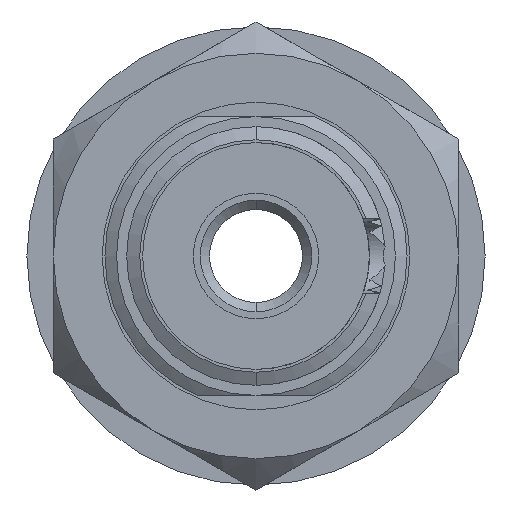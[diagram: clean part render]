
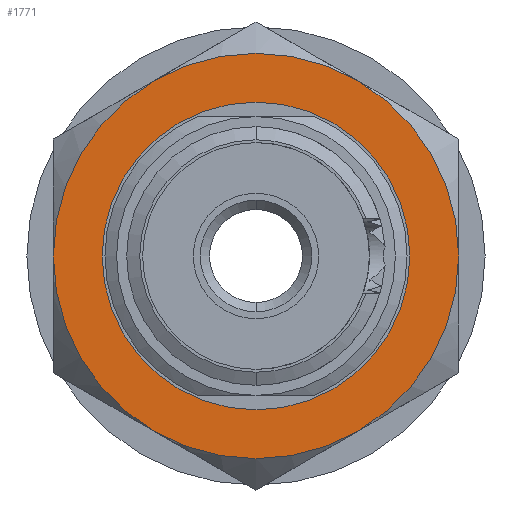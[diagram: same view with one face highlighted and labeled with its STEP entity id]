
A CAD part, front view. The second image highlights one B-rep face of the part: STEP entity #1771.
In plain terms, the highlighted face is planar.
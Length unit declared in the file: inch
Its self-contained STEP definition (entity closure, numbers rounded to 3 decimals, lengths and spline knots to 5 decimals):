
#1551 = ORIENTED_EDGE ( 'NONE', *, *, #1600, .T. ) ;
#1552 = ORIENTED_EDGE ( 'NONE', *, *, #1558, .T. ) ;
#1553 = EDGE_CURVE ( 'NONE', #1660, #1630, #4831, .T. ) ;
#1554 = ORIENTED_EDGE ( 'NONE', *, *, #1553, .T. ) ;
#1555 = EDGE_CURVE ( 'NONE', #1630, #1620, #4792, .T. ) ;
#1556 = ORIENTED_EDGE ( 'NONE', *, *, #1602, .T. ) ;
#1557 = ORIENTED_EDGE ( 'NONE', *, *, #1555, .T. ) ;
#1558 = EDGE_CURVE ( 'NONE', #1620, #1579, #4787, .T. ) ;
#1578 = EDGE_CURVE ( 'NONE', #1640, #1615, #4261, .T. ) ;
#1579 = VERTEX_POINT ( 'NONE', #4602 ) ;
#1591 = ORIENTED_EDGE ( 'NONE', *, *, #1603, .T. ) ;
#1593 = ORIENTED_EDGE ( 'NONE', *, *, #1578, .F. ) ;
#1594 = VERTEX_POINT ( 'NONE', #4976 ) ;
#1600 = EDGE_CURVE ( 'NONE', #1579, #1594, #4966, .T. ) ;
#1602 = EDGE_CURVE ( 'NONE', #1594, #1773, #5038, .T. ) ;
#1603 = EDGE_CURVE ( 'NONE', #1773, #1660, #5102, .T. ) ;
#1615 = VERTEX_POINT ( 'NONE', #5017 ) ;
#1620 = VERTEX_POINT ( 'NONE', #5101 ) ;
#1630 = VERTEX_POINT ( 'NONE', #5014 ) ;
#1634 = EDGE_CURVE ( 'NONE', #1615, #1640, #4996, .T. ) ;
#1640 = VERTEX_POINT ( 'NONE', #4999 ) ;
#1660 = VERTEX_POINT ( 'NONE', #4733 ) ;
#1767 = EDGE_LOOP ( 'NONE', ( #1593, #1851 ) ) ;
#1768 = EDGE_LOOP ( 'NONE', ( #1554, #1557, #1552, #1551, #1556, #1591 ) ) ;
#1771 = ADVANCED_FACE ( 'NONE', ( #5181, #5137 ), #5177, .T. ) ;
#1773 = VERTEX_POINT ( 'NONE', #5178 ) ;
#1851 = ORIENTED_EDGE ( 'NONE', *, *, #1634, .F. ) ;
#4149 = DIRECTION ( 'NONE',  ( 0., 1., 0. ) ) ;
#4150 = CARTESIAN_POINT ( 'NONE',  ( 0., 0.08, 0. ) ) ;
#4261 = CIRCLE ( 'NONE', #4304, 0.1655 ) ;
#4304 = AXIS2_PLACEMENT_3D ( 'NONE', #4150, #4149, #4367 ) ;
#4367 = DIRECTION ( 'NONE',  ( 0., 0., 1. ) ) ;
#4602 = CARTESIAN_POINT ( 'NONE',  ( 0.18879, 0.08, -0.109 ) ) ;
#4733 = CARTESIAN_POINT ( 'NONE',  ( -0.18879, 0.08, 0.109 ) ) ;
#4773 = AXIS2_PLACEMENT_3D ( 'NONE', #4830, #4829, #4828 ) ;
#4783 = DIRECTION ( 'NONE',  ( 0., 0., 1. ) ) ;
#4784 = DIRECTION ( 'NONE',  ( 0., 1., 0. ) ) ;
#4785 = CARTESIAN_POINT ( 'NONE',  ( 0., 0.08, 0. ) ) ;
#4786 = AXIS2_PLACEMENT_3D ( 'NONE', #4785, #4784, #4783 ) ;
#4787 = CIRCLE ( 'NONE', #4786, 0.218 ) ;
#4788 = DIRECTION ( 'NONE',  ( 0., 0., 1. ) ) ;
#4789 = DIRECTION ( 'NONE',  ( 0., 1., 0. ) ) ;
#4790 = CARTESIAN_POINT ( 'NONE',  ( 0., 0.08, 0. ) ) ;
#4791 = AXIS2_PLACEMENT_3D ( 'NONE', #4790, #4789, #4788 ) ;
#4792 = CIRCLE ( 'NONE', #4791, 0.218 ) ;
#4828 = DIRECTION ( 'NONE',  ( 0., 0., 1. ) ) ;
#4829 = DIRECTION ( 'NONE',  ( 0., 1., 0. ) ) ;
#4830 = CARTESIAN_POINT ( 'NONE',  ( 0., 0.08, 0. ) ) ;
#4831 = CIRCLE ( 'NONE', #4773, 0.218 ) ;
#4923 = DIRECTION ( 'NONE',  ( 0., 1., 0. ) ) ;
#4941 = CARTESIAN_POINT ( 'NONE',  ( 0., 0.08, 0. ) ) ;
#4966 = CIRCLE ( 'NONE', #5099, 0.218 ) ;
#4973 = AXIS2_PLACEMENT_3D ( 'NONE', #5095, #5094, #5093 ) ;
#4976 = CARTESIAN_POINT ( 'NONE',  ( 0., 0.08, -0.218 ) ) ;
#4996 = CIRCLE ( 'NONE', #4997, 0.1655 ) ;
#4997 = AXIS2_PLACEMENT_3D ( 'NONE', #4941, #4923, #5022 ) ;
#4999 = CARTESIAN_POINT ( 'NONE',  ( 0., 0.08, 0.1655 ) ) ;
#5014 = CARTESIAN_POINT ( 'NONE',  ( 0., 0.08, 0.218 ) ) ;
#5017 = CARTESIAN_POINT ( 'NONE',  ( 0., 0.08, -0.1655 ) ) ;
#5022 = DIRECTION ( 'NONE',  ( 0., 0., 1. ) ) ;
#5038 = CIRCLE ( 'NONE', #4973, 0.218 ) ;
#5039 = AXIS2_PLACEMENT_3D ( 'NONE', #5100, #5090, #5089 ) ;
#5047 = CARTESIAN_POINT ( 'NONE',  ( 0., 0.08, 0. ) ) ;
#5089 = DIRECTION ( 'NONE',  ( 0., 0., 1. ) ) ;
#5090 = DIRECTION ( 'NONE',  ( 0., 1., 0. ) ) ;
#5093 = DIRECTION ( 'NONE',  ( 0., 0., 1. ) ) ;
#5094 = DIRECTION ( 'NONE',  ( 0., 1., 0. ) ) ;
#5095 = CARTESIAN_POINT ( 'NONE',  ( 0., 0.08, 0. ) ) ;
#5097 = DIRECTION ( 'NONE',  ( 0., 0., 1. ) ) ;
#5098 = DIRECTION ( 'NONE',  ( 0., 1., 0. ) ) ;
#5099 = AXIS2_PLACEMENT_3D ( 'NONE', #5047, #5098, #5097 ) ;
#5100 = CARTESIAN_POINT ( 'NONE',  ( 0., 0.08, 0. ) ) ;
#5101 = CARTESIAN_POINT ( 'NONE',  ( 0.18879, 0.08, 0.109 ) ) ;
#5102 = CIRCLE ( 'NONE', #5039, 0.218 ) ;
#5137 = FACE_OUTER_BOUND ( 'NONE', #1768, .T. ) ;
#5177 = PLANE ( 'NONE',  #5179 ) ;
#5178 = CARTESIAN_POINT ( 'NONE',  ( -0.18879, 0.08, -0.109 ) ) ;
#5179 = AXIS2_PLACEMENT_3D ( 'NONE', #5293, #5292, #5291 ) ;
#5181 = FACE_BOUND ( 'NONE', #1767, .T. ) ;
#5291 = DIRECTION ( 'NONE',  ( 0., 0., 1. ) ) ;
#5292 = DIRECTION ( 'NONE',  ( 0., 1., 0. ) ) ;
#5293 = CARTESIAN_POINT ( 'NONE',  ( -0.25172, 0.08, 0. ) ) ;
